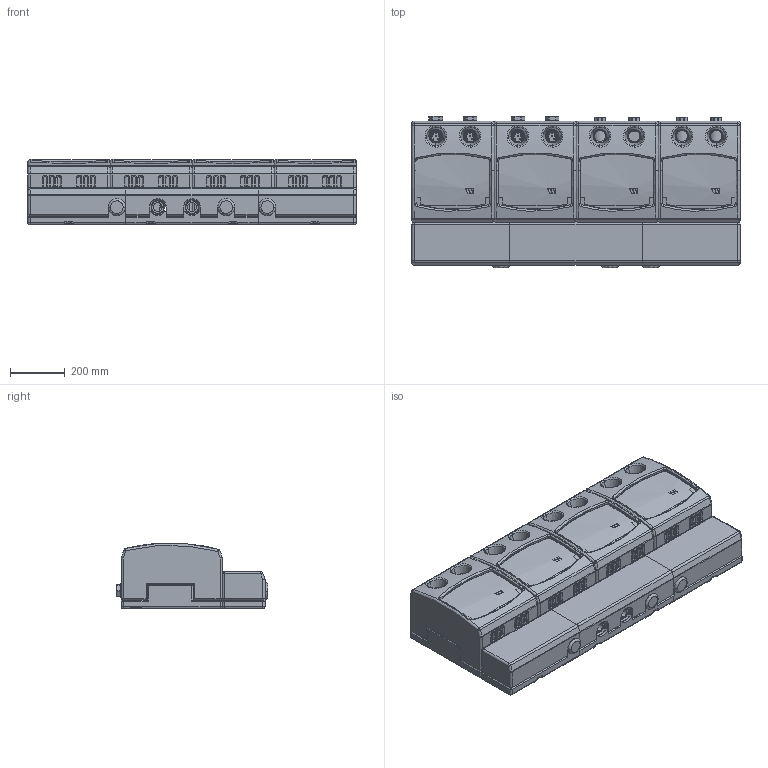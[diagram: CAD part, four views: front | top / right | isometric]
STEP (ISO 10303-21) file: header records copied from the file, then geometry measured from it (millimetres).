
FILE_DESCRIPTION (( 'STEP AP203' ), '1' );
FILE_NAME ('VB32-4 Gruppo.STEP', '2022-12-13T08:02:47', ( '' ), ( '' ), 'SwSTEP 2.0', 'SolidWorks 2021', '' );
FILE_SCHEMA (( 'CONFIG_CONTROL_DESIGN' ));
Length unit declared in the file: millimetre
Products named in the file (1): VB32-4 Gruppo
Bounding box: 1200 x 554 x 240.5 mm (x, y, z)
Surface area: 2676498.9 mm2 (no closed solid volume)
Topology: 0 solids, 81 shells, 2636 faces, 10150 edges, 7385 vertices
Faces by surface type: plane 940, cylinder 914, bspline 564, cone 218
Entity records: 173456 total; most frequent: CARTESIAN_POINT 97529, ORIENTED_EDGE 15878, DIRECTION 12799, EDGE_CURVE 10077, VERTEX_POINT 7385, VECTOR 4699, LINE 4699, AXIS2_PLACEMENT_3D 4050
